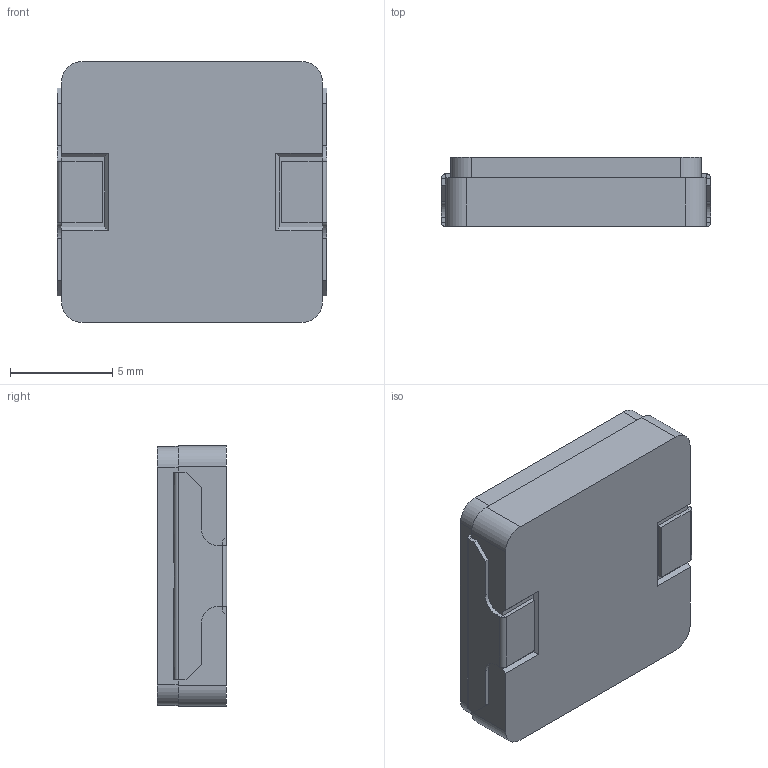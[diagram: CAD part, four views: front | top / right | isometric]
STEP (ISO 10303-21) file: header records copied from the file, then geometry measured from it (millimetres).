
FILE_DESCRIPTION (( 'STEP AP214' ), '1' );
FILE_NAME ('IHLP5050CE (0.68-10uH).STEP', '2014-08-20T20:51:56', ( '' ), ( '' ), 'SwSTEP 2.0', 'SolidWorks 2014', '' );
FILE_SCHEMA (( 'AUTOMOTIVE_DESIGN' ));
Length unit declared in the file: inch
Products named in the file (1): IHLP5050CE (0.68-10uH)
Bounding box: 13.16 x 3.39 x 12.76 mm (x, y, z)
Volume: 544 mm3; surface area: 500.9 mm2
Topology: 1 solids, 1 shells, 96 faces, 262 edges, 168 vertices
Faces by surface type: plane 72, cylinder 20, bspline 4
Entity records: 4330 total; most frequent: CARTESIAN_POINT 639, ORIENTED_EDGE 524, DIRECTION 464, EDGE_CURVE 262, LINE 206, VECTOR 206, VERTEX_POINT 168, AXIS2_PLACEMENT_3D 129
